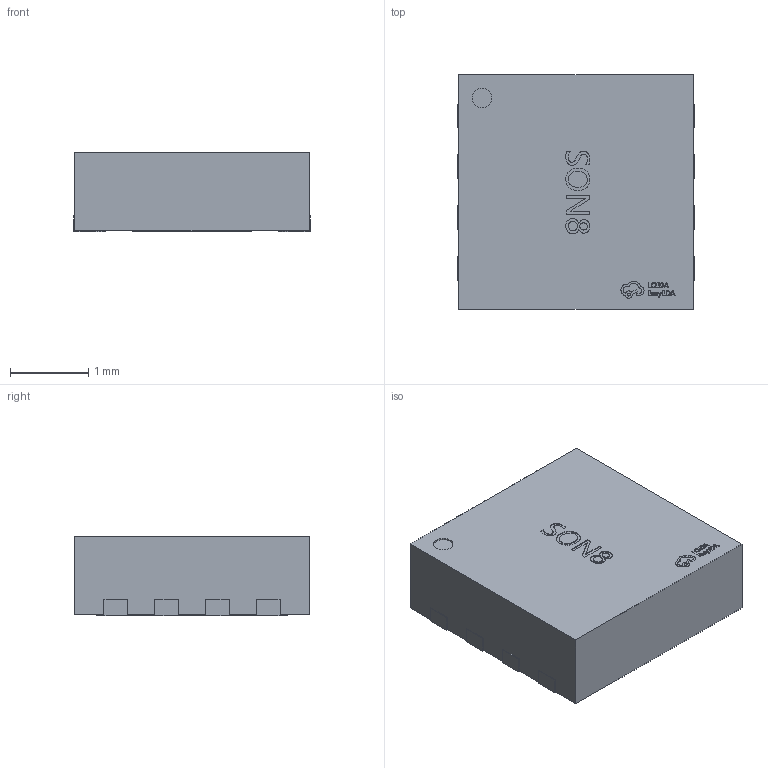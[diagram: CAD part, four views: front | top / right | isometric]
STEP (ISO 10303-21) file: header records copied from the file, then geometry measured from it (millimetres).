
FILE_DESCRIPTION (( 'STEP AP214' ), '1' );
FILE_NAME ('SON-8_L3.0-W3.0-H1.0-P0.65.step', '2022-07-26T09:26:25', ( '' ), ( '' ), 'SwSTEP 2.0', 'SolidWorks 2020', '' );
FILE_SCHEMA (( 'AUTOMOTIVE_DESIGN' ));
Length unit declared in the file: millimetre
Products named in the file (1): SON-8_L3.0-W3.0-H1.0-P0.65
Bounding box: 3.02 x 3 x 1.01 mm (x, y, z)
Volume: 9 mm3; surface area: 30.5 mm2
Topology: 14 solids, 14 shells, 418 faces, 1122 edges, 748 vertices
Faces by surface type: plane 252, bspline 152, cylinder 14
Entity records: 20503 total; most frequent: CARTESIAN_POINT 6937, ORIENTED_EDGE 2244, DIRECTION 1376, EDGE_CURVE 1122, VECTOR 786, LINE 786, VERTEX_POINT 748, EDGE_LOOP 446
